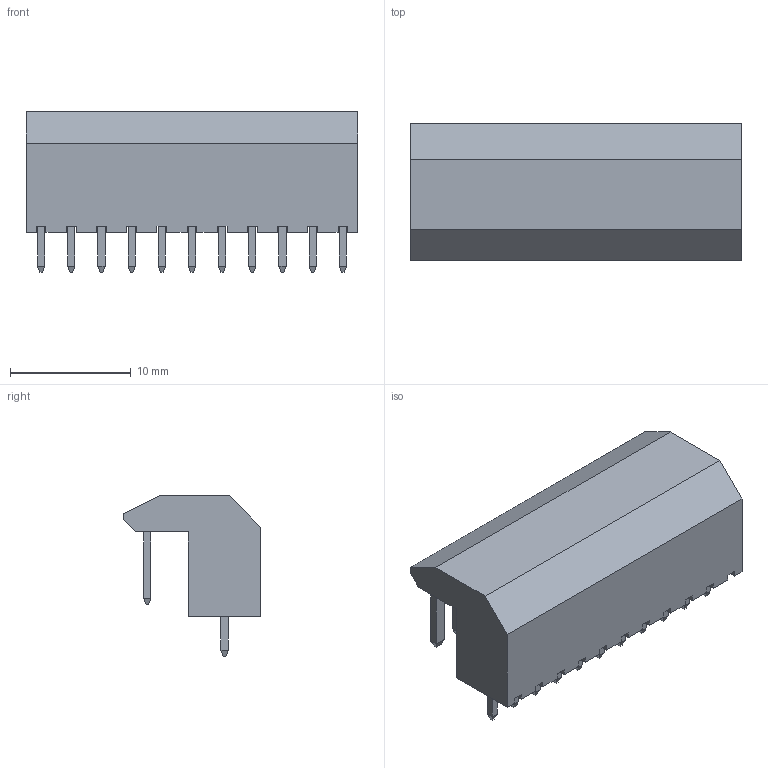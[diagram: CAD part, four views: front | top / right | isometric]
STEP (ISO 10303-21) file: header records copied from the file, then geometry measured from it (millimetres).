
FILE_DESCRIPTION(('FreeCAD Model'),'2;1');
FILE_NAME('Open CASCADE Shape Model','2021-07-29T09:43:50',( 'kicad StepUp'),('ksu MCAD'),'Open CASCADE STEP processor 7.4', 'FreeCAD','Unknown');
FILE_SCHEMA(('AUTOMOTIVE_DESIGN { 1 0 10303 214 1 1 1 1 }'));
Length unit declared in the file: millimetre
Products named in the file (1): JST_NH_BE11P-SHF-1AA_1x11_P2.50mm_Vertical.copy
Bounding box: 27.5 x 11.4 x 13.3 mm (x, y, z)
Volume: 1952.7 mm3; surface area: 1601.6 mm2
Topology: 23 solids, 23 shells, 275 faces, 599 edges, 370 vertices
Faces by surface type: plane 187, bspline 88
Entity records: 16503 total; most frequent: CARTESIAN_POINT 3323, DIRECTION 1557, ORIENTED_EDGE 1198, PCURVE 1198, DEFINITIONAL_REPRESENTATION 1198, LINE 1181, VECTOR 1181, B_SPLINE_CURVE_WITH_KNOTS 616
